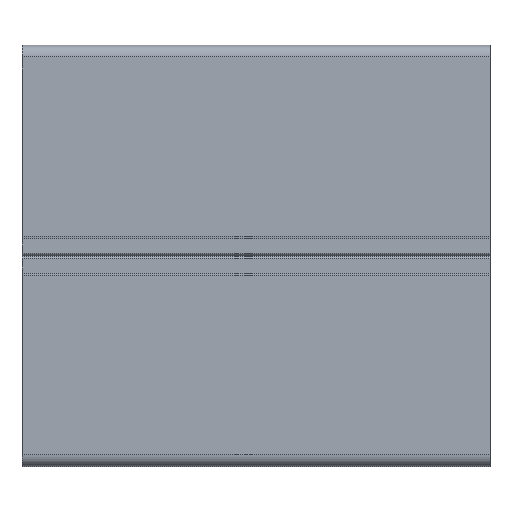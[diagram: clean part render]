
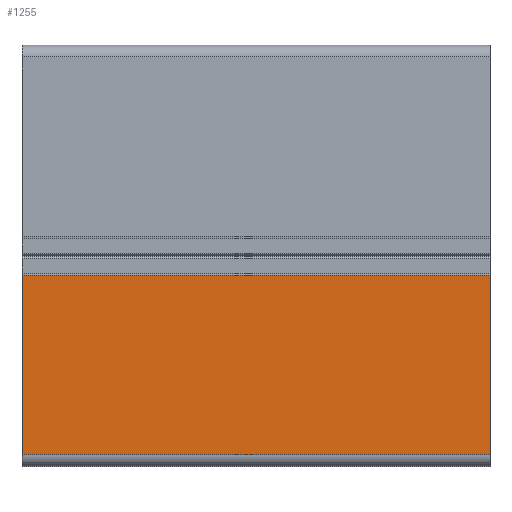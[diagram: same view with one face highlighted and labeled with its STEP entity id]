
A CAD part, top view. The second image highlights one B-rep face of the part: STEP entity #1255.
In plain terms, the highlighted planar face has unit normal (0, 0, 1).
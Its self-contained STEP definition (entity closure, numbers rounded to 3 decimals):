
#265 = VECTOR ( 'NONE', #2212, 1000. ) ;
#296 = VERTEX_POINT ( 'NONE', #3169 ) ;
#311 = PLANE ( 'NONE',  #3219 ) ;
#479 = ORIENTED_EDGE ( 'NONE', *, *, #601, .T. ) ;
#601 = EDGE_CURVE ( 'NONE', #1872, #1746, #3296, .T. ) ;
#734 = CARTESIAN_POINT ( 'NONE',  ( 59.184, 12.398, 32. ) ) ;
#741 = VECTOR ( 'NONE', #5043, 1000. ) ;
#793 = EDGE_CURVE ( 'NONE', #1196, #296, #3537, .T. ) ;
#1036 = ORIENTED_EDGE ( 'NONE', *, *, #1390, .T. ) ;
#1196 = VERTEX_POINT ( 'NONE', #734 ) ;
#1255 = ADVANCED_FACE ( 'NONE', ( #4380 ), #311, .F. ) ;
#1256 = DIRECTION ( 'NONE',  ( -1., 0., 0. ) ) ;
#1327 = CARTESIAN_POINT ( 'NONE',  ( 59.184, 12.398, 32. ) ) ;
#1390 = EDGE_CURVE ( 'NONE', #1746, #296, #5251, .T. ) ;
#1661 = ORIENTED_EDGE ( 'NONE', *, *, #3000, .F. ) ;
#1712 = CARTESIAN_POINT ( 'NONE',  ( -40.816, 50.748, 32. ) ) ;
#1746 = VERTEX_POINT ( 'NONE', #3576 ) ;
#1872 = VERTEX_POINT ( 'NONE', #4115 ) ;
#1987 = CARTESIAN_POINT ( 'NONE',  ( 59.184, 50.748, 32. ) ) ;
#2212 = DIRECTION ( 'NONE',  ( 0., -1., 0. ) ) ;
#2830 = VECTOR ( 'NONE', #4908, 1000. ) ;
#2832 = DIRECTION ( 'NONE',  ( 0., 0., -1. ) ) ;
#2872 = DIRECTION ( 'NONE',  ( -1., 0., 0. ) ) ;
#3000 = EDGE_CURVE ( 'NONE', #1872, #1196, #3910, .T. ) ;
#3005 = CARTESIAN_POINT ( 'NONE',  ( 59.184, 50.748, 32. ) ) ;
#3169 = CARTESIAN_POINT ( 'NONE',  ( -40.816, 12.398, 32. ) ) ;
#3219 = AXIS2_PLACEMENT_3D ( 'NONE', #3309, #2832, #2872 ) ;
#3296 = LINE ( 'NONE', #1987, #2830 ) ;
#3309 = CARTESIAN_POINT ( 'NONE',  ( 59.184, 50.748, 32. ) ) ;
#3393 = ORIENTED_EDGE ( 'NONE', *, *, #793, .F. ) ;
#3537 = LINE ( 'NONE', #1327, #4120 ) ;
#3576 = CARTESIAN_POINT ( 'NONE',  ( -40.816, 50.748, 32. ) ) ;
#3910 = LINE ( 'NONE', #3005, #265 ) ;
#4115 = CARTESIAN_POINT ( 'NONE',  ( 59.184, 50.748, 32. ) ) ;
#4120 = VECTOR ( 'NONE', #1256, 1000. ) ;
#4380 = FACE_OUTER_BOUND ( 'NONE', #4745, .T. ) ;
#4745 = EDGE_LOOP ( 'NONE', ( #1036, #3393, #1661, #479 ) ) ;
#4908 = DIRECTION ( 'NONE',  ( -1., 0., 0. ) ) ;
#5043 = DIRECTION ( 'NONE',  ( 0., -1., 0. ) ) ;
#5251 = LINE ( 'NONE', #1712, #741 ) ;
